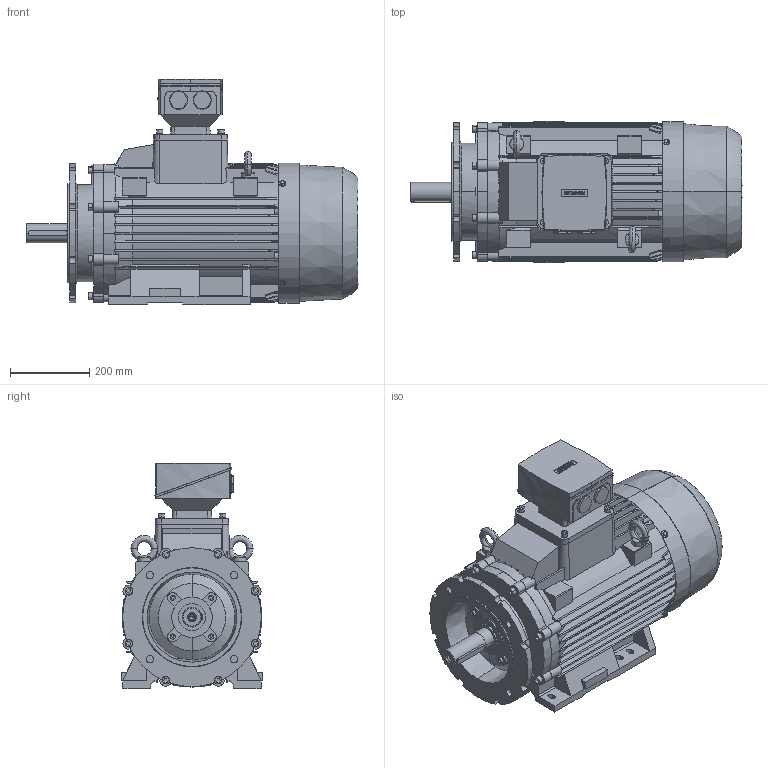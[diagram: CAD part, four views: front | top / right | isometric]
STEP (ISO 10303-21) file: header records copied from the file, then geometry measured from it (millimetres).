
FILE_DESCRIPTION(('STEP AP214'),'1');
FILE_NAME('cctmp_E802BE1C-DF5A-4AF3-A7FC-D6657A1B9A37_2023_06_27_10_52_29_0565..stp','2023-06-27T08:52:31',('SIEMENS A&D'),('CADClick - www.CADClick.com'),'Spatial InterOp 3D',' ','unknown authorization');
FILE_SCHEMA(('AUTOMOTIVE_DESIGN'));
Length unit declared in the file: millimetre
Products named in the file (33): cc_unnamed; 2023_06_27_10_52_29_0518; 2023_06_27_10_52_29_0479; 2023_06_27_10_52_29_0465; 2023_06_27_10_52_29_0461; 2023_06_27_10_52_29_0459; 2023_06_27_10_52_29_0455; 2023_06_27_10_52_29_0424; 2023_06_27_10_52_29_0393; 2023_06_27_10_52_29_0354; 2023_06_27_10_52_29_0337; 2023_06_27_10_52_29_0306; 2023_06_27_10_52_29_0275; 2023_06_27_10_52_29_0243; 2023_06_27_10_52_29_0212; 2023_06_27_10_52_29_0181; 2023_06_27_10_52_29_0150; 2023_06_27_10_52_29_0118; 2023_06_27_10_52_29_0087; 2023_06_27_10_52_29_0056; 2023_06_27_10_52_29_0025; 2023_06_27_10_52_28_0993; 2023_06_27_10_52_28_0962; 2023_06_27_10_52_28_0931; 2023_06_27_10_52_28_0900; 2023_06_27_10_52_28_0868; 2023_06_27_10_52_28_0837; 2023_06_27_10_52_28_0806; 2023_06_27_10_52_28_0775; 2023_06_27_10_52_28_0743; 2023_06_27_10_52_28_0705; 2023_06_27_10_52_28_0688; 2023_06_27_10_52_28_0657
Assembly tree (32 placements, depth 2):
  cc_unnamed
    2023_06_27_10_52_29_0518
    2023_06_27_10_52_29_0479
    2023_06_27_10_52_29_0465
    2023_06_27_10_52_29_0461
    2023_06_27_10_52_29_0459
    2023_06_27_10_52_29_0455
    2023_06_27_10_52_29_0424
    2023_06_27_10_52_29_0393
    2023_06_27_10_52_29_0354
    2023_06_27_10_52_29_0337
    2023_06_27_10_52_29_0306
    2023_06_27_10_52_29_0275
    2023_06_27_10_52_29_0243
    2023_06_27_10_52_29_0212
    2023_06_27_10_52_29_0181
    2023_06_27_10_52_29_0150
    2023_06_27_10_52_29_0118
    2023_06_27_10_52_29_0087
    2023_06_27_10_52_29_0056
    2023_06_27_10_52_29_0025
    2023_06_27_10_52_28_0993
    2023_06_27_10_52_28_0962
    2023_06_27_10_52_28_0931
    2023_06_27_10_52_28_0900
    2023_06_27_10_52_28_0868
    2023_06_27_10_52_28_0837
    2023_06_27_10_52_28_0806
    2023_06_27_10_52_28_0775
    2023_06_27_10_52_28_0743
    2023_06_27_10_52_28_0705
    2023_06_27_10_52_28_0688
    2023_06_27_10_52_28_0657
Bounding box: 838 x 357 x 568 mm (x, y, z)
Volume: 55060371.9 mm3; surface area: 2656867.7 mm2
Topology: 32 solids, 32 shells, 2142 faces, 6026 edges, 3975 vertices
Faces by surface type: cylinder 1198, plane 698, cone 188, torus 58
Entity records: 92569 total; most frequent: CARTESIAN_POINT 16563, DIRECTION 12784, ORIENTED_EDGE 12048, EDGE_CURVE 6024, AXIS2_PLACEMENT_3D 5005, VERTEX_POINT 3975, LINE 2774, VECTOR 2774
